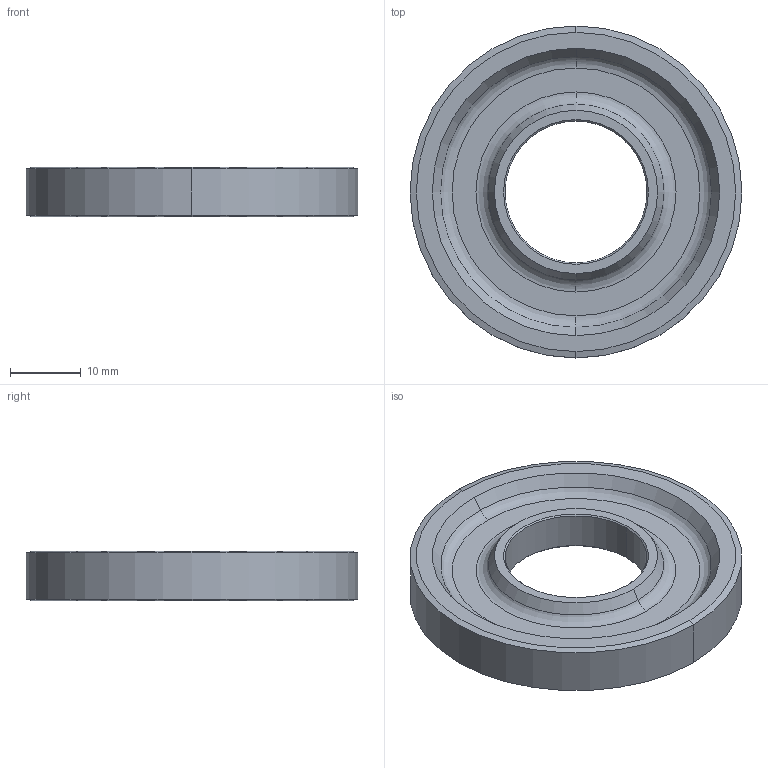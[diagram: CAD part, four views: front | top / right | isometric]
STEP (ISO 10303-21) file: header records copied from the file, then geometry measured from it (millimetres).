
FILE_DESCRIPTION(('3DEXPERIENCE STEP','CAx-IF Rec.Pracs.--- Model Styling and Organization---1.5--- 2016-08-15','CAx-IF Rec.Pracs.---Supplemental Geometry---1.0---2011-11-01','CAx-IF Rec.Pracs.--- Composite Materials ---3.4---2017-06-13','CAx-IF Rec.Pracs.---Tessellated 3D Geometry---1.0---2015-12-17'),'2;1');
FILE_NAME('HU-FS Planet 1 A.1_TEAMS.stp','2025-09-10T15:35:41+00:00',('none'),('none'),'3DEXPERIENCE Platform3DEXPERIENCE R2025x HotFix 4.26','3DEXPERIENCE Platform STEP AP242 v3','none');
FILE_SCHEMA(('AP242_MANAGED_MODEL_BASED_3D_ENGINEERING_MIM_LF {1 0 10303 442 1 1 4}'));
Length unit declared in the file: millimetre
Products named in the file (1): Planet1A.1
Bounding box: 46.77 x 46.77 x 7 mm (x, y, z)
Volume: 6100.3 mm3; surface area: 4529.1 mm2
Topology: 1 solids, 1 shells, 111 faces, 272 edges, 175 vertices
Faces by surface type: plane 75, cone 16, torus 8, extrusion 6, cylinder 4, sphere 2
Entity records: 3621 total; most frequent: CARTESIAN_POINT 1135, ORIENTED_EDGE 540, DIRECTION 404, EDGE_CURVE 270, VECTOR 212, LINE 206, VERTEX_POINT 175, EDGE_LOOP 127
